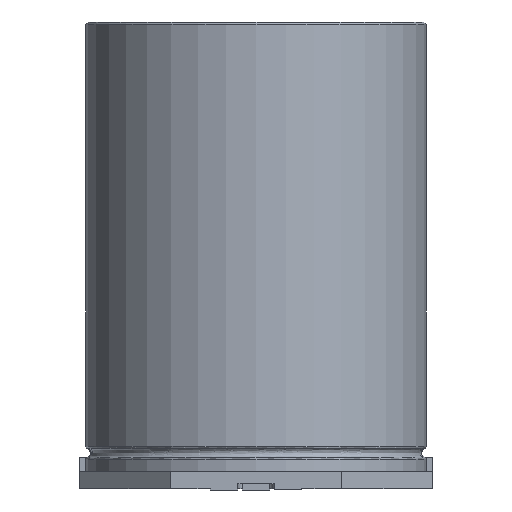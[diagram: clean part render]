
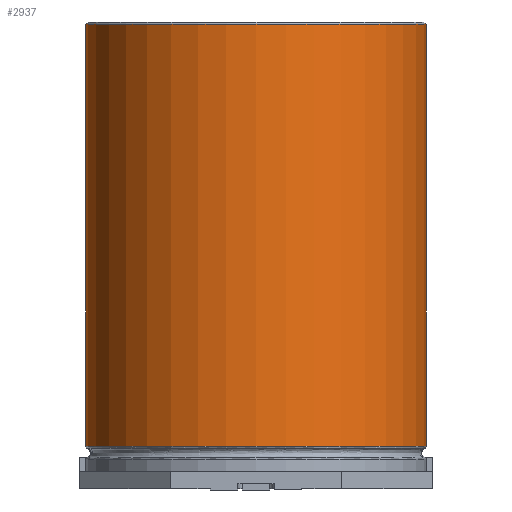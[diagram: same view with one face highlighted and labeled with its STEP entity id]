
A CAD part, left-side view. The second image highlights one B-rep face of the part: STEP entity #2937.
In plain terms, the highlighted cylindrical face has radius 8 mm (diameter 16 mm), a partial arc.
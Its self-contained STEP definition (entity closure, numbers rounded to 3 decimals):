
#11 = AXIS2_PLACEMENT_3D ( 'NONE', #2708, #944, #717 ) ;
#37 = DIRECTION ( 'NONE',  ( 0., 0., -1. ) ) ;
#75 = AXIS2_PLACEMENT_3D ( 'NONE', #3096, #849, #2875 ) ;
#93 = ORIENTED_EDGE ( 'NONE', *, *, #1078, .F. ) ;
#127 = VERTEX_POINT ( 'NONE', #652 ) ;
#207 = EDGE_CURVE ( 'NONE', #1269, #127, #3061, .T. ) ;
#280 = CIRCLE ( 'NONE', #688, 8. ) ;
#652 = CARTESIAN_POINT ( 'NONE',  ( 0., 8., 2.105 ) ) ;
#688 = AXIS2_PLACEMENT_3D ( 'NONE', #1774, #964, #1025 ) ;
#717 = DIRECTION ( 'NONE',  ( 0., 1., 0. ) ) ;
#849 = DIRECTION ( 'NONE',  ( 0., 0., -1. ) ) ;
#930 = VERTEX_POINT ( 'NONE', #1864 ) ;
#944 = DIRECTION ( 'NONE',  ( 0., 0., 1. ) ) ;
#962 = EDGE_CURVE ( 'NONE', #3137, #1269, #1171, .T. ) ;
#964 = DIRECTION ( 'NONE',  ( 0., 0., -1. ) ) ;
#1025 = DIRECTION ( 'NONE',  ( 0., 1., 0. ) ) ;
#1078 = EDGE_CURVE ( 'NONE', #930, #127, #1508, .T. ) ;
#1171 = LINE ( 'NONE', #2714, #1511 ) ;
#1198 = DIRECTION ( 'NONE',  ( 0., 0., -1. ) ) ;
#1269 = VERTEX_POINT ( 'NONE', #2865 ) ;
#1301 = CYLINDRICAL_SURFACE ( 'NONE', #75, 8. ) ;
#1508 = LINE ( 'NONE', #2552, #2211 ) ;
#1511 = VECTOR ( 'NONE', #1198, 1000. ) ;
#1742 = ORIENTED_EDGE ( 'NONE', *, *, #2698, .T. ) ;
#1774 = CARTESIAN_POINT ( 'NONE',  ( 0., 0., 21.95 ) ) ;
#1864 = CARTESIAN_POINT ( 'NONE',  ( 0., 8., 21.95 ) ) ;
#2069 = ORIENTED_EDGE ( 'NONE', *, *, #207, .T. ) ;
#2211 = VECTOR ( 'NONE', #37, 1000. ) ;
#2297 = CARTESIAN_POINT ( 'NONE',  ( 0., -8., 21.95 ) ) ;
#2306 = FACE_OUTER_BOUND ( 'NONE', #2902, .T. ) ;
#2390 = ORIENTED_EDGE ( 'NONE', *, *, #962, .T. ) ;
#2552 = CARTESIAN_POINT ( 'NONE',  ( 0., 8., 0.6 ) ) ;
#2698 = EDGE_CURVE ( 'NONE', #930, #3137, #280, .T. ) ;
#2708 = CARTESIAN_POINT ( 'NONE',  ( 0., 0., 2.105 ) ) ;
#2714 = CARTESIAN_POINT ( 'NONE',  ( 0., -8., 0.6 ) ) ;
#2865 = CARTESIAN_POINT ( 'NONE',  ( 0., -8., 2.105 ) ) ;
#2875 = DIRECTION ( 'NONE',  ( 0., 1., 0. ) ) ;
#2902 = EDGE_LOOP ( 'NONE', ( #1742, #2390, #2069, #93 ) ) ;
#2937 = ADVANCED_FACE ( 'NONE', ( #2306 ), #1301, .T. ) ;
#3061 = CIRCLE ( 'NONE', #11, 8. ) ;
#3096 = CARTESIAN_POINT ( 'NONE',  ( 0., 0., 0.6 ) ) ;
#3137 = VERTEX_POINT ( 'NONE', #2297 ) ;
